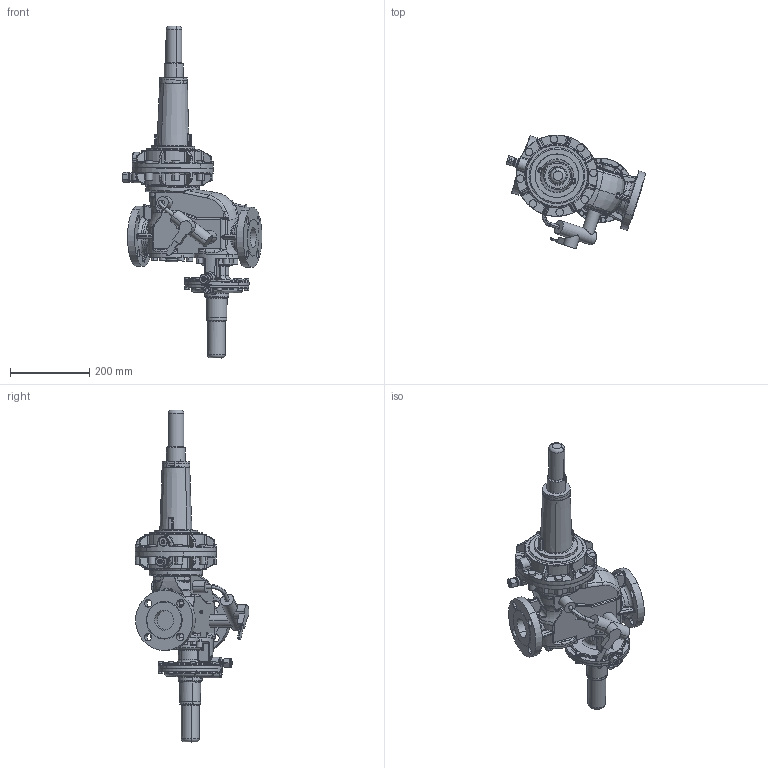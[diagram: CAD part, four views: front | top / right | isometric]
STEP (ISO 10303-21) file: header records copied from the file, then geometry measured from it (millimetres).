
FILE_DESCRIPTION(('CATIA V5 STEP Exchange'),'2;1');
FILE_NAME('RS251 DN050-205 HDS links ANSI.stp','2023-04-27T11:37:32+00:00',('none'),('none'),'CATIA Version 5-6 Release 2018 SP2','CATIA V5 STEP AP203','none');
FILE_SCHEMA(('CONFIG_CONTROL_DESIGN'));
Products named in the file (2): Product1; Produkt1
Assembly tree (5 placements, depth 3):
  Product1
    #57
    Produkt1
      #90776
      #91724
    #92383
Bounding box: 352.45 x 286.67 x 837.35 mm (x, y, z)
Volume: 9385283.3 mm3; surface area: 626006.5 mm2
Topology: 5 solids, 14 shells, 2296 faces, 5568 edges, 3178 vertices
Faces by surface type: cylinder 768, torus 517, bspline 448, plane 332, sphere 136, cone 95
Entity records: 93703 total; most frequent: CARTESIAN_POINT 50272, ORIENTED_EDGE 10750, DIRECTION 5542, EDGE_CURVE 5375, AXIS2_PLACEMENT_3D 3256, VERTEX_POINT 3177, EDGE_LOOP 2396, ADVANCED_FACE 2295
